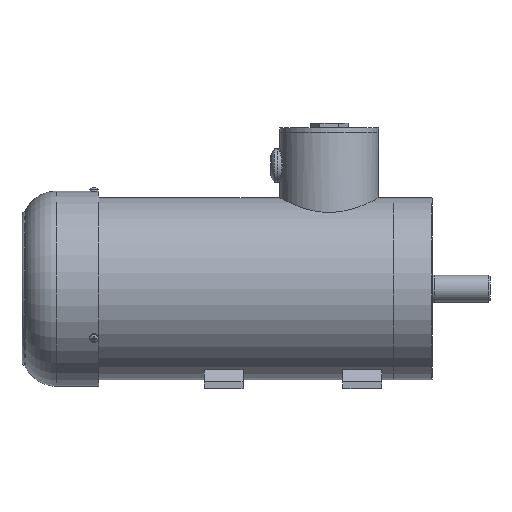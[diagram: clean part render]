
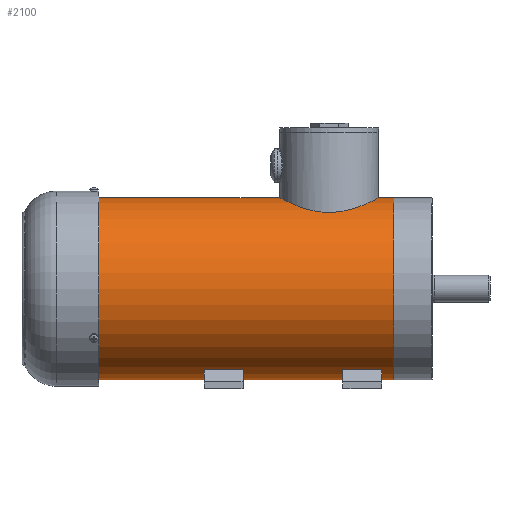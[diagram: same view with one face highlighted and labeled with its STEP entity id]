
A CAD part, front view. The second image highlights one B-rep face of the part: STEP entity #2100.
In plain terms, the highlighted cylindrical face has radius 82 mm (diameter 164 mm), a full revolution.
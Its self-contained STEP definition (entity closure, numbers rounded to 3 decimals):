
#2100=ADVANCED_FACE('', (#2110,#2120), #2130, .T.);
#34270=AXIS2_PLACEMENT_3D('Ax2Pl3d', #34280, #34290, #34300);
#34310=AXIS2_PLACEMENT_3D('Ax2Pl3d', #34320, #34330, #34340);
#34350=AXIS2_PLACEMENT_3D('Ax2Pl3d', #34360, #34370, #34380);
#34280=CARTESIAN_POINT('HicPkt', (249.5,0.,
0.));
#34320=CARTESIAN_POINT('HicPkt', (-16.5,0.,
0.));
#173760=CARTESIAN_POINT('', (-16.5,0.,82.));
#34360=CARTESIAN_POINT('HicPkt', (249.5,0.,
0.));
#173770=CARTESIAN_POINT('', (249.5,0.,82.));
#195490=CIRCLE('Circle', #34310, 82.);
#195500=CIRCLE('Circle', #34350, 82.);
#2130=CYLINDRICAL_SURFACE('Zyl', #34270, 82.);
#34290=DIRECTION('Axis', (-1.,0.,0.)
);
#34300=DIRECTION('RefDirection', (0.,
0.,-1.));
#34330=DIRECTION('Axis', (1.,0.,0.));
#34340=DIRECTION('RefDirection', (0.,0.,-1.));
#34370=DIRECTION('Axis', (1.,0.,0.));
#34380=DIRECTION('RefDirection', (0.,0.,-1.));
#267840=EDGE_CURVE('', #267850, #267850, #195490, .T.);
#267860=EDGE_CURVE('', #267870, #267870, #195500, .T.);
#308750=EDGE_LOOP('Edge_loop', (#308760));
#308770=EDGE_LOOP('Edge_loop', (#308780));
#2120=FACE_BOUND('', #308770, .T.);
#2110=FACE_OUTER_BOUND('Face_outer_bound', #308750, .T.);
#308760=ORIENTED_EDGE('', *, *, #267840, .T.);
#308780=ORIENTED_EDGE('', *, *, #267860, .F.);
#267850=VERTEX_POINT('', #173760);
#267870=VERTEX_POINT('', #173770);
